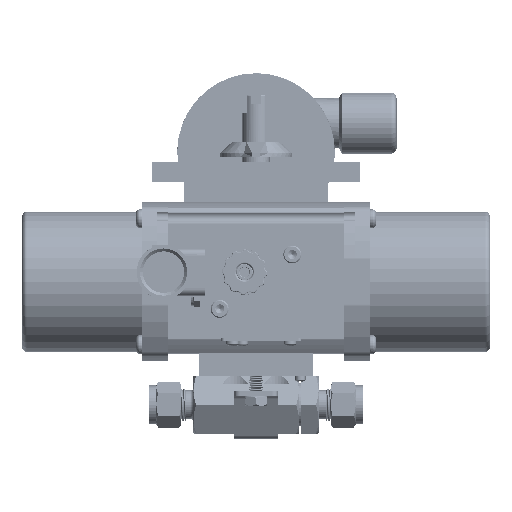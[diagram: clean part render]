
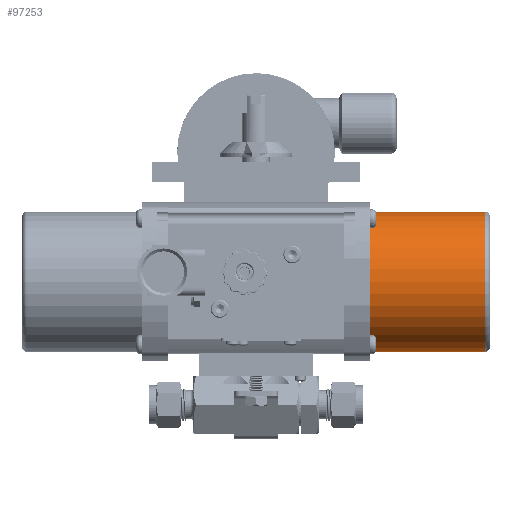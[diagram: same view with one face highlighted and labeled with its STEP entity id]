
A CAD part, top view. The second image highlights one B-rep face of the part: STEP entity #97253.
In plain terms, the highlighted cylindrical face has radius 30.963 mm (diameter 61.925 mm), a partial arc.
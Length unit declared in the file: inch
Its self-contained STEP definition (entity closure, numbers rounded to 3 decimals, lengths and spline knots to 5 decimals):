
#338 = DIRECTION ( 'NONE',  ( 1., 0., 0. ) ) ;
#10385 = VECTOR ( 'NONE', #46623, 39.37008 ) ;
#14169 = EDGE_LOOP ( 'NONE', ( #131378, #186325, #217111, #189534 ) ) ;
#20349 = EDGE_CURVE ( 'NONE', #39699, #74844, #132566, .T. ) ;
#22406 = FACE_OUTER_BOUND ( 'NONE', #14169, .T. ) ;
#39699 = VERTEX_POINT ( 'NONE', #151104 ) ;
#46623 = DIRECTION ( 'NONE',  ( -1., 0., 0. ) ) ;
#56816 = DIRECTION ( 'NONE',  ( 0., 1., 0. ) ) ;
#65585 = CARTESIAN_POINT ( 'NONE',  ( 1.8575, 3.355, 0. ) ) ;
#70747 = AXIS2_PLACEMENT_3D ( 'NONE', #203578, #98706, #221173 ) ;
#74651 = CARTESIAN_POINT ( 'NONE',  ( 1.8575, 0.917, 0. ) ) ;
#74844 = VERTEX_POINT ( 'NONE', #209467 ) ;
#78082 = EDGE_CURVE ( 'NONE', #74844, #79169, #139082, .T. ) ;
#79169 = VERTEX_POINT ( 'NONE', #65585 ) ;
#97253 = ADVANCED_FACE ( 'NONE', ( #22406 ), #156540, .T. ) ;
#98706 = DIRECTION ( 'NONE',  ( -1., 0., 0. ) ) ;
#105265 = CARTESIAN_POINT ( 'NONE',  ( 1.8575, 2.136, 0. ) ) ;
#108055 = DIRECTION ( 'NONE',  ( -1., 0., 0. ) ) ;
#108225 = VECTOR ( 'NONE', #180295, 39.37008 ) ;
#110806 = AXIS2_PLACEMENT_3D ( 'NONE', #105265, #338, #122869 ) ;
#122869 = DIRECTION ( 'NONE',  ( 0., -1., 0. ) ) ;
#131378 = ORIENTED_EDGE ( 'NONE', *, *, #141748, .F. ) ;
#132566 = CIRCLE ( 'NONE', #70747, 1.219 ) ;
#135588 = VERTEX_POINT ( 'NONE', #74651 ) ;
#139082 = LINE ( 'NONE', #151451, #10385 ) ;
#140071 = CIRCLE ( 'NONE', #110806, 1.219 ) ;
#141748 = EDGE_CURVE ( 'NONE', #39699, #135588, #212296, .T. ) ;
#151104 = CARTESIAN_POINT ( 'NONE',  ( 3.9725, 0.917, 0. ) ) ;
#151451 = CARTESIAN_POINT ( 'NONE',  ( 1.7145, 3.355, 0. ) ) ;
#156540 = CYLINDRICAL_SURFACE ( 'NONE', #222822, 1.219 ) ;
#166275 = EDGE_CURVE ( 'NONE', #79169, #135588, #140071, .T. ) ;
#179535 = CARTESIAN_POINT ( 'NONE',  ( 1.7145, 0.917, 0. ) ) ;
#180295 = DIRECTION ( 'NONE',  ( -1., 0., 0. ) ) ;
#186325 = ORIENTED_EDGE ( 'NONE', *, *, #20349, .T. ) ;
#189534 = ORIENTED_EDGE ( 'NONE', *, *, #166275, .T. ) ;
#196078 = CARTESIAN_POINT ( 'NONE',  ( 1.7145, 2.136, 0. ) ) ;
#203578 = CARTESIAN_POINT ( 'NONE',  ( 3.9725, 2.136, 0. ) ) ;
#209467 = CARTESIAN_POINT ( 'NONE',  ( 3.9725, 3.355, 0. ) ) ;
#212296 = LINE ( 'NONE', #179535, #108225 ) ;
#217111 = ORIENTED_EDGE ( 'NONE', *, *, #78082, .T. ) ;
#221173 = DIRECTION ( 'NONE',  ( 0., -1., 0. ) ) ;
#222822 = AXIS2_PLACEMENT_3D ( 'NONE', #196078, #108055, #56816 ) ;
